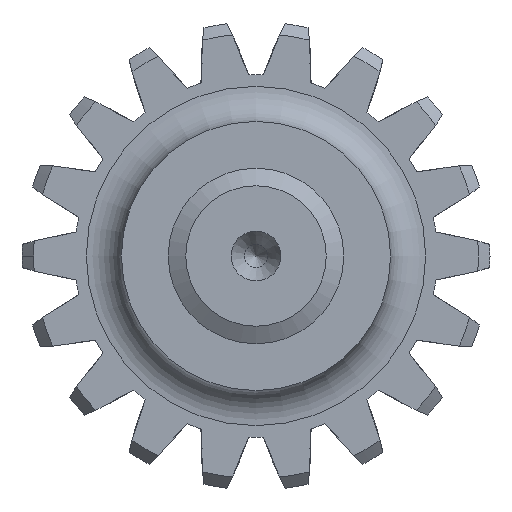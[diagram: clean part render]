
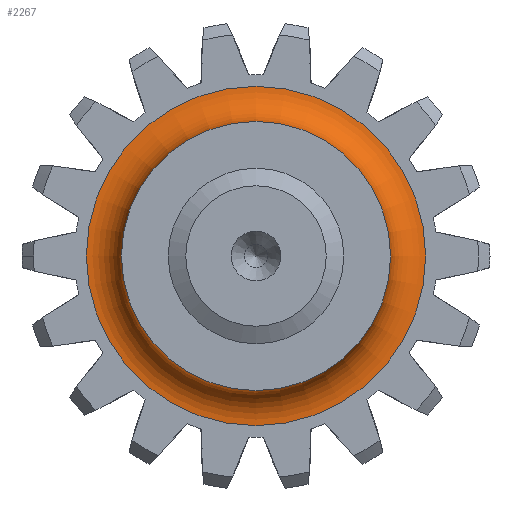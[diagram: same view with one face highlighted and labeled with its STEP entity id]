
A CAD part, left-side view. The second image highlights one B-rep face of the part: STEP entity #2267.
In plain terms, the highlighted toroidal (fillet/blend) face has major radius 14.5 mm and minor radius 3 mm.
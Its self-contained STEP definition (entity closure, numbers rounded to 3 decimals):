
#1180 = VERTEX_POINT('',#1181);
#1181 = CARTESIAN_POINT('',(-68.,11.5,0.));
#1189 = EDGE_CURVE('',#1180,#1190,#1192,.T.);
#1190 = VERTEX_POINT('',#1191);
#1191 = CARTESIAN_POINT('',(-68.,-11.5,-0.));
#1192 = CIRCLE('',#1193,11.5);
#1193 = AXIS2_PLACEMENT_3D('',#1194,#1195,#1196);
#1194 = CARTESIAN_POINT('',(-68.,0.,0.));
#1195 = DIRECTION('',(-1.,0.,0.));
#1196 = DIRECTION('',(0.,-1.,0.));
#1198 = EDGE_CURVE('',#1190,#1180,#1199,.T.);
#1199 = CIRCLE('',#1200,11.5);
#1200 = AXIS2_PLACEMENT_3D('',#1201,#1202,#1203);
#1201 = CARTESIAN_POINT('',(-68.,0.,0.));
#1202 = DIRECTION('',(-1.,0.,0.));
#1203 = DIRECTION('',(0.,-1.,0.));
#1213 = EDGE_CURVE('',#1214,#1214,#1216,.T.);
#1214 = VERTEX_POINT('',#1215);
#1215 = CARTESIAN_POINT('',(-65.,-14.5,-0.));
#1216 = CIRCLE('',#1217,14.5);
#1217 = AXIS2_PLACEMENT_3D('',#1218,#1219,#1220);
#1218 = CARTESIAN_POINT('',(-65.,0.,0.));
#1219 = DIRECTION('',(1.,0.,0.));
#1220 = DIRECTION('',(0.,-1.,0.));
#2267 = ADVANCED_FACE('',(#2268),#2281,.F.);
#2268 = FACE_BOUND('',#2269,.F.);
#2269 = EDGE_LOOP('',(#2270,#2271,#2272,#2279,#2280));
#2270 = ORIENTED_EDGE('',*,*,#1198,.T.);
#2271 = ORIENTED_EDGE('',*,*,#1189,.T.);
#2272 = ORIENTED_EDGE('',*,*,#2273,.F.);
#2273 = EDGE_CURVE('',#1214,#1190,#2274,.T.);
#2274 = CIRCLE('',#2275,3.);
#2275 = AXIS2_PLACEMENT_3D('',#2276,#2277,#2278);
#2276 = CARTESIAN_POINT('',(-68.,-14.5,0.));
#2277 = DIRECTION('',(-0.,0.,1.));
#2278 = DIRECTION('',(0.,-1.,0.));
#2279 = ORIENTED_EDGE('',*,*,#1213,.T.);
#2280 = ORIENTED_EDGE('',*,*,#2273,.T.);
#2281 = TOROIDAL_SURFACE('',#2282,14.5,3.);
#2282 = AXIS2_PLACEMENT_3D('',#2283,#2284,#2285);
#2283 = CARTESIAN_POINT('',(-68.,0.,0.));
#2284 = DIRECTION('',(-1.,-0.,0.));
#2285 = DIRECTION('',(0.,-1.,0.));
